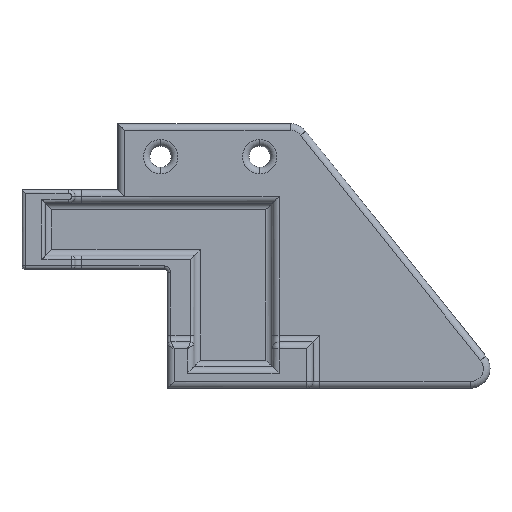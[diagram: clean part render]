
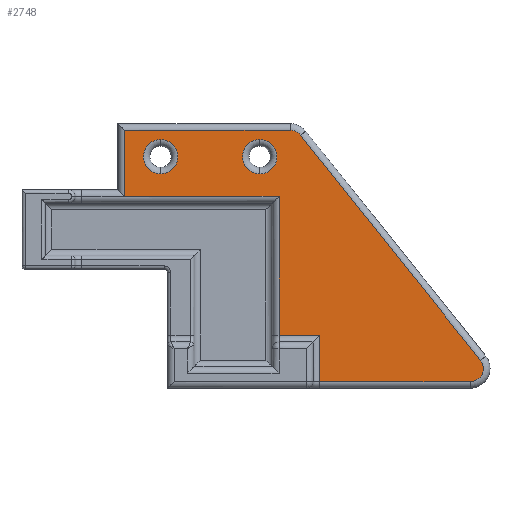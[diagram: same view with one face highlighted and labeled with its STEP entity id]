
A CAD part, front view. The second image highlights one B-rep face of the part: STEP entity #2748.
In plain terms, the highlighted planar face has unit normal (0, -1, 0).
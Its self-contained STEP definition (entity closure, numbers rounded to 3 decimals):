
#628 = CARTESIAN_POINT ( 'NONE',  ( 23., 0., -14. ) ) ;
#673 = CARTESIAN_POINT ( 'NONE',  ( -1.05, 0., 17.4 ) ) ;
#678 = CARTESIAN_POINT ( 'NONE',  ( -1.05, 0., 22.6 ) ) ;
#681 = CARTESIAN_POINT ( 'NONE',  ( 13.95, 0., 22.6 ) ) ;
#683 = CARTESIAN_POINT ( 'NONE',  ( 13.95, 0., 17.4 ) ) ;
#733 = CARTESIAN_POINT ( 'NONE',  ( -1.05, 0., 20. ) ) ;
#734 = DIRECTION ( 'NONE',  ( 0., 1., 0. ) ) ;
#735 = DIRECTION ( 'NONE',  ( 0., 0., -1. ) ) ;
#747 = CARTESIAN_POINT ( 'NONE',  ( 13.95, 0., 20. ) ) ;
#748 = DIRECTION ( 'NONE',  ( 0., 1., 0. ) ) ;
#749 = DIRECTION ( 'NONE',  ( 0., 0., -1. ) ) ;
#819 = AXIS2_PLACEMENT_3D ( 'NONE', #3742, #3735, #3746 ) ;
#1259 = AXIS2_PLACEMENT_3D ( 'NONE', #733, #734, #735 ) ;
#1263 = AXIS2_PLACEMENT_3D ( 'NONE', #747, #748, #749 ) ;
#1273 = AXIS2_PLACEMENT_3D ( 'NONE', #2294, #2295, #2296 ) ;
#1274 = AXIS2_PLACEMENT_3D ( 'NONE', #2297, #2298, #2299 ) ;
#1275 = AXIS2_PLACEMENT_3D ( 'NONE', #2304, #2305, #2306 ) ;
#1276 = AXIS2_PLACEMENT_3D ( 'NONE', #2308, #2309, #2310 ) ;
#1384 = VERTEX_POINT ( 'NONE', #628 ) ;
#1431 = VERTEX_POINT ( 'NONE', #673 ) ;
#1436 = VERTEX_POINT ( 'NONE', #678 ) ;
#1439 = VERTEX_POINT ( 'NONE', #681 ) ;
#1441 = VERTEX_POINT ( 'NONE', #683 ) ;
#1631 = CIRCLE ( 'NONE', #1259, 2.6 ) ;
#1635 = CIRCLE ( 'NONE', #1263, 2.6 ) ;
#1704 = LINE ( 'NONE', #2274, #1716 ) ;
#1711 = LINE ( 'NONE', #2282, #1714 ) ;
#1714 = VECTOR ( 'NONE', #2284, 1000. ) ;
#1715 = LINE ( 'NONE', #2286, #1718 ) ;
#1716 = VECTOR ( 'NONE', #2285, 1000. ) ;
#1717 = LINE ( 'NONE', #2288, #1720 ) ;
#1718 = VECTOR ( 'NONE', #2287, 1000. ) ;
#1719 = LINE ( 'NONE', #2290, #1722 ) ;
#1720 = VECTOR ( 'NONE', #2289, 1000. ) ;
#1721 = CIRCLE ( 'NONE', #1273, 2. ) ;
#1722 = VECTOR ( 'NONE', #2291, 1000. ) ;
#1723 = LINE ( 'NONE', #2283, #1725 ) ;
#1724 = CIRCLE ( 'NONE', #1274, 2. ) ;
#1725 = VECTOR ( 'NONE', #2273, 1000. ) ;
#1726 = LINE ( 'NONE', #2292, #1728 ) ;
#1727 = LINE ( 'NONE', #2300, #1730 ) ;
#1728 = VECTOR ( 'NONE', #2293, 1000. ) ;
#1729 = CIRCLE ( 'NONE', #1275, 2.6 ) ;
#1730 = VECTOR ( 'NONE', #2301, 1000. ) ;
#1731 = CIRCLE ( 'NONE', #1276, 2.6 ) ;
#1891 = FACE_BOUND ( 'NONE', #3291, .T. ) ;
#1895 = FACE_OUTER_BOUND ( 'NONE', #3297, .T. ) ;
#1897 = FACE_BOUND ( 'NONE', #3278, .T. ) ;
#2012 = EDGE_CURVE ( 'NONE', #1436, #1431, #1631, .T. ) ;
#2016 = EDGE_CURVE ( 'NONE', #1439, #1441, #1635, .T. ) ;
#2075 = EDGE_CURVE ( 'NONE', #2165, #2143, #1711, .T. ) ;
#2076 = EDGE_CURVE ( 'NONE', #2166, #2165, #1704, .T. ) ;
#2077 = EDGE_CURVE ( 'NONE', #2167, #2166, #1715, .T. ) ;
#2078 = EDGE_CURVE ( 'NONE', #2168, #2167, #1717, .T. ) ;
#2079 = EDGE_CURVE ( 'NONE', #2169, #2168, #1719, .T. ) ;
#2080 = EDGE_CURVE ( 'NONE', #2170, #2169, #1721, .T. ) ;
#2081 = EDGE_CURVE ( 'NONE', #2171, #2170, #1723, .T. ) ;
#2082 = EDGE_CURVE ( 'NONE', #2145, #2171, #1724, .T. ) ;
#2083 = EDGE_CURVE ( 'NONE', #1384, #2145, #1726, .T. ) ;
#2084 = EDGE_CURVE ( 'NONE', #2143, #1384, #1727, .T. ) ;
#2085 = EDGE_CURVE ( 'NONE', #1441, #1439, #1729, .T. ) ;
#2086 = EDGE_CURVE ( 'NONE', #1431, #1436, #1731, .T. ) ;
#2143 = VERTEX_POINT ( 'NONE', #2417 ) ;
#2145 = VERTEX_POINT ( 'NONE', #2429 ) ;
#2165 = VERTEX_POINT ( 'NONE', #2449 ) ;
#2166 = VERTEX_POINT ( 'NONE', #2450 ) ;
#2167 = VERTEX_POINT ( 'NONE', #2451 ) ;
#2168 = VERTEX_POINT ( 'NONE', #2452 ) ;
#2169 = VERTEX_POINT ( 'NONE', #2453 ) ;
#2170 = VERTEX_POINT ( 'NONE', #2454 ) ;
#2171 = VERTEX_POINT ( 'NONE', #2455 ) ;
#2273 = DIRECTION ( 'NONE',  ( -0.625, 0., 0.781 ) ) ;
#2274 = CARTESIAN_POINT ( 'NONE',  ( 16.864, 0., -7. ) ) ;
#2282 = CARTESIAN_POINT ( 'NONE',  ( 0., 0., -7. ) ) ;
#2283 = CARTESIAN_POINT ( 'NONE',  ( 20.107, 0., 23.25 ) ) ;
#2284 = DIRECTION ( 'NONE',  ( 1., 0., 0. ) ) ;
#2285 = DIRECTION ( 'NONE',  ( 0., 0., -1. ) ) ;
#2286 = CARTESIAN_POINT ( 'NONE',  ( 15.864, 0., 14. ) ) ;
#2287 = DIRECTION ( 'NONE',  ( 1., 0., 0. ) ) ;
#2288 = CARTESIAN_POINT ( 'NONE',  ( -6.5, 0., 15. ) ) ;
#2289 = DIRECTION ( 'NONE',  ( 0., 0., -1. ) ) ;
#2290 = CARTESIAN_POINT ( 'NONE',  ( -7.5, 0., 24. ) ) ;
#2291 = DIRECTION ( 'NONE',  ( -1., 0., 0. ) ) ;
#2292 = CARTESIAN_POINT ( 'NONE',  ( 45.757, 0., -14. ) ) ;
#2293 = DIRECTION ( 'NONE',  ( 1., 0., 0. ) ) ;
#2294 = CARTESIAN_POINT ( 'NONE',  ( 18.546, 0., 22. ) ) ;
#2295 = DIRECTION ( 'NONE',  ( 0., -1., 0. ) ) ;
#2296 = DIRECTION ( 'NONE',  ( 0., 0., -1. ) ) ;
#2297 = CARTESIAN_POINT ( 'NONE',  ( 45.757, 0., -12. ) ) ;
#2298 = DIRECTION ( 'NONE',  ( 0., -1., 0. ) ) ;
#2299 = DIRECTION ( 'NONE',  ( 0., 0., -1. ) ) ;
#2300 = CARTESIAN_POINT ( 'NONE',  ( 23., 0., 0. ) ) ;
#2301 = DIRECTION ( 'NONE',  ( 0., 0., -1. ) ) ;
#2304 = CARTESIAN_POINT ( 'NONE',  ( 13.95, 0., 20. ) ) ;
#2305 = DIRECTION ( 'NONE',  ( 0., 1., 0. ) ) ;
#2306 = DIRECTION ( 'NONE',  ( 0., 0., -1. ) ) ;
#2308 = CARTESIAN_POINT ( 'NONE',  ( -1.05, 0., 20. ) ) ;
#2309 = DIRECTION ( 'NONE',  ( 0., 1., 0. ) ) ;
#2310 = DIRECTION ( 'NONE',  ( 0., 0., -1. ) ) ;
#2417 = CARTESIAN_POINT ( 'NONE',  ( 23., 0., -7. ) ) ;
#2429 = CARTESIAN_POINT ( 'NONE',  ( 45.757, 0., -14. ) ) ;
#2449 = CARTESIAN_POINT ( 'NONE',  ( 16.864, 0., -7. ) ) ;
#2450 = CARTESIAN_POINT ( 'NONE',  ( 16.864, 0., 14. ) ) ;
#2451 = CARTESIAN_POINT ( 'NONE',  ( -6.5, 0., 14. ) ) ;
#2452 = CARTESIAN_POINT ( 'NONE',  ( -6.5, 0., 24. ) ) ;
#2453 = CARTESIAN_POINT ( 'NONE',  ( 18.546, 0., 24. ) ) ;
#2454 = CARTESIAN_POINT ( 'NONE',  ( 20.107, 0., 23.25 ) ) ;
#2455 = CARTESIAN_POINT ( 'NONE',  ( 47.318, 0., -10.75 ) ) ;
#2748 = ADVANCED_FACE ( 'NONE', ( #1891, #1897, #1895 ), #3744, .T. ) ;
#3278 = EDGE_LOOP ( 'NONE', ( #3631, #3630 ) ) ;
#3291 = EDGE_LOOP ( 'NONE', ( #3633, #3632 ) ) ;
#3297 = EDGE_LOOP ( 'NONE', ( #3629, #3628, #3627, #3626, #3625, #3624, #3622, #3615, #3613, #3610 ) ) ;
#3610 = ORIENTED_EDGE ( 'NONE', *, *, #2075, .T. ) ;
#3613 = ORIENTED_EDGE ( 'NONE', *, *, #2076, .T. ) ;
#3615 = ORIENTED_EDGE ( 'NONE', *, *, #2077, .T. ) ;
#3622 = ORIENTED_EDGE ( 'NONE', *, *, #2078, .T. ) ;
#3624 = ORIENTED_EDGE ( 'NONE', *, *, #2079, .T. ) ;
#3625 = ORIENTED_EDGE ( 'NONE', *, *, #2080, .T. ) ;
#3626 = ORIENTED_EDGE ( 'NONE', *, *, #2081, .T. ) ;
#3627 = ORIENTED_EDGE ( 'NONE', *, *, #2082, .T. ) ;
#3628 = ORIENTED_EDGE ( 'NONE', *, *, #2083, .T. ) ;
#3629 = ORIENTED_EDGE ( 'NONE', *, *, #2084, .T. ) ;
#3630 = ORIENTED_EDGE ( 'NONE', *, *, #2016, .T. ) ;
#3631 = ORIENTED_EDGE ( 'NONE', *, *, #2085, .T. ) ;
#3632 = ORIENTED_EDGE ( 'NONE', *, *, #2012, .T. ) ;
#3633 = ORIENTED_EDGE ( 'NONE', *, *, #2086, .T. ) ;
#3735 = DIRECTION ( 'NONE',  ( 0., -1., 0. ) ) ;
#3742 = CARTESIAN_POINT ( 'NONE',  ( 0., 0., 0. ) ) ;
#3744 = PLANE ( 'NONE',  #819 ) ;
#3746 = DIRECTION ( 'NONE',  ( 0., 0., -1. ) ) ;
